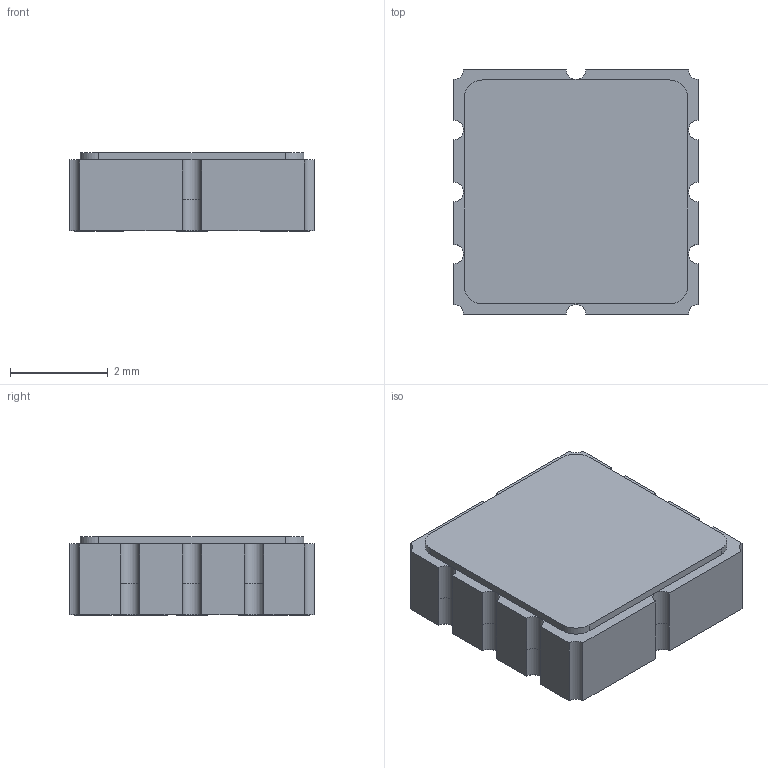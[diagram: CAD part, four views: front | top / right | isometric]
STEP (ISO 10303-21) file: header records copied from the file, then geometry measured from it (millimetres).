
FILE_DESCRIPTION((''),'2;1');
FILE_NAME('FKH0008A_ASM','2020-12-23T07:19:26',('a0412086'),(''),'CREO PARAMETRIC BY PTC INC, 2018500','CREO PARAMETRIC BY PTC INC, 2018500','');
FILE_SCHEMA(('CONFIG_CONTROL_DESIGN','SHAPE_APPEARANCE_LAYERS_GROUPS'));
Length unit declared in the file: millimetre
Products named in the file (5): BODY-LCCC; LID-LCCC; METALPAD-LCCC; METALPAD-LONG-LCCC; FKH0008A_ASM
Assembly tree (10 placements, depth 2):
  FKH0008A_ASM
    BODY-LCCC
    LID-LCCC
    METALPAD-LCCC  x7
    METALPAD-LONG-LCCC
Bounding box: 5 x 5 x 1.61 mm (x, y, z)
Volume: 38.5 mm3; surface area: 135.5 mm2
Topology: 10 solids, 10 shells, 116 faces, 288 edges, 192 vertices
Faces by surface type: plane 84, cylinder 32
Entity records: 2986 total; most frequent: DIRECTION 398, CARTESIAN_POINT 383, ORIENTED_EDGE 360, PRESENTATION_STYLE_ASSIGNMENT 192, STYLED_ITEM 184, CURVE_STYLE 180, EDGE_CURVE 180, AXIS2_PLACEMENT_3D 135
